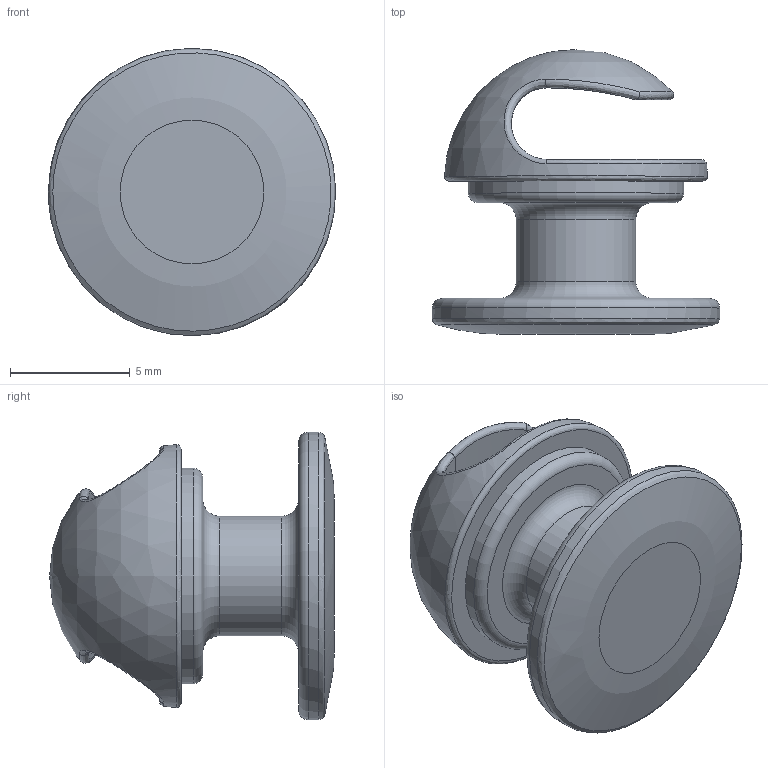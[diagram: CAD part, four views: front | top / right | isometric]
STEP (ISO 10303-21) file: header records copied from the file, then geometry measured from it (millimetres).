
FILE_DESCRIPTION(('FreeCAD Model'),'2;1');
FILE_NAME('Open CASCADE Shape Model','2024-08-30T10:57:31',(''),(''), 'Open CASCADE STEP processor 7.6','FreeCAD','Unknown');
FILE_SCHEMA(('AUTOMOTIVE_DESIGN { 1 0 10303 214 1 1 1 1 }'));
Length unit declared in the file: millimetre
Products named in the file (1): Fusion001
Bounding box: 12 x 11.9 x 12 mm (x, y, z)
Volume: 454.3 mm3; surface area: 712.1 mm2
Topology: 1 solids, 14 shells, 84 faces, 128 edges, 75 vertices
Faces by surface type: plane 32, cylinder 25, cone 13, bspline 8, torus 4, sphere 1, revolution 1
Full cylindrical faces by diameter (mm): 1.2 x6, 1.4 x12, 1.6 x2, 5 x1, 9 x1, 12 x1
Entity records: 4118 total; most frequent: CARTESIAN_POINT 2671, DIRECTION 318, ORIENTED_EDGE 254, AXIS2_PLACEMENT_3D 139, EDGE_CURVE 127, FACE_BOUND 88, EDGE_LOOP 88, ADVANCED_FACE 84
